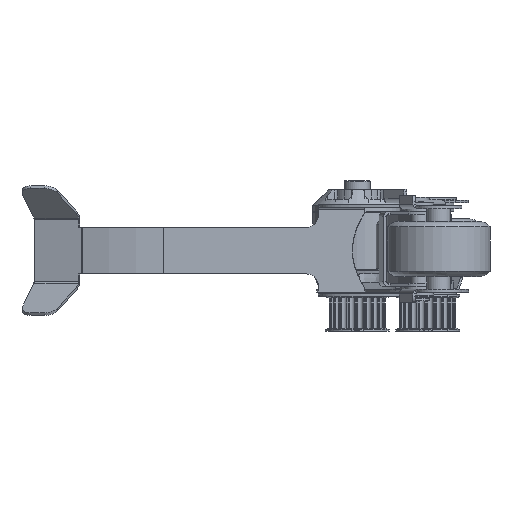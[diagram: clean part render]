
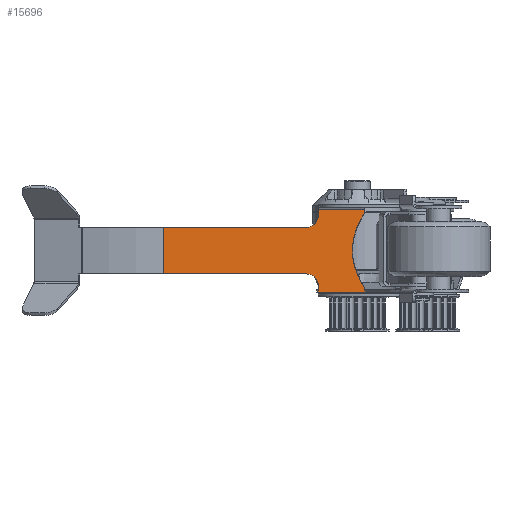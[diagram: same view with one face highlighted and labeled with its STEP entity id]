
A CAD part, left-side view. The second image highlights one B-rep face of the part: STEP entity #15696.
In plain terms, the highlighted face is planar.
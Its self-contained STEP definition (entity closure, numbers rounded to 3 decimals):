
#280=B_SPLINE_CURVE_WITH_KNOTS('',3,(#27819,#27820,#27821,#27822,#27823,
#27824,#27825,#27826,#27827,#27828),.UNSPECIFIED.,.F.,.F.,(4,3,3,4),(-0.05,
0.,1.,1.05),.PIECEWISE_BEZIER_KNOTS.);
#1041=LINE('',#27765,#2143);
#1043=LINE('',#27769,#2145);
#1049=LINE('',#27787,#2151);
#1054=LINE('',#27798,#2156);
#1057=LINE('',#27836,#2159);
#1065=LINE('',#27850,#2167);
#1066=LINE('',#27852,#2168);
#1067=LINE('',#27853,#2169);
#1068=LINE('',#27854,#2170);
#2143=VECTOR('',#21923,1000.);
#2145=VECTOR('',#21927,1000.);
#2151=VECTOR('',#21941,1000.);
#2156=VECTOR('',#21948,1000.);
#2159=VECTOR('',#21959,1000.);
#2167=VECTOR('',#21971,1000.);
#2168=VECTOR('',#21974,1000.);
#2169=VECTOR('',#21975,1000.);
#2170=VECTOR('',#21976,1000.);
#2776=PLANE('',#17858);
#6203=ORIENTED_EDGE('',*,*,#9183,.F.);
#6204=ORIENTED_EDGE('',*,*,#9186,.F.);
#6205=ORIENTED_EDGE('',*,*,#9168,.F.);
#6206=ORIENTED_EDGE('',*,*,#9199,.F.);
#6207=ORIENTED_EDGE('',*,*,#9170,.F.);
#6208=ORIENTED_EDGE('',*,*,#9174,.T.);
#6209=ORIENTED_EDGE('',*,*,#9198,.F.);
#6210=ORIENTED_EDGE('',*,*,#9200,.T.);
#6211=ORIENTED_EDGE('',*,*,#9190,.F.);
#6212=ORIENTED_EDGE('',*,*,#9187,.T.);
#6213=ORIENTED_EDGE('',*,*,#9178,.F.);
#6214=ORIENTED_EDGE('',*,*,#9201,.F.);
#9168=EDGE_CURVE('',#10930,#10931,#1041,.T.);
#9170=EDGE_CURVE('',#10932,#10933,#1043,.T.);
#9174=EDGE_CURVE('',#10932,#10936,#12157,.T.);
#9178=EDGE_CURVE('',#10938,#10940,#1049,.T.);
#9183=EDGE_CURVE('',#10944,#10945,#1054,.T.);
#9186=EDGE_CURVE('',#10931,#10944,#280,.F.);
#9187=EDGE_CURVE('',#10946,#10940,#12159,.T.);
#9190=EDGE_CURVE('',#10946,#10948,#1057,.T.);
#9198=EDGE_CURVE('',#10951,#10936,#1065,.T.);
#9199=EDGE_CURVE('',#10933,#10930,#1066,.T.);
#9200=EDGE_CURVE('',#10951,#10948,#1067,.T.);
#9201=EDGE_CURVE('',#10945,#10938,#1068,.F.);
#10930=VERTEX_POINT('',#27764);
#10931=VERTEX_POINT('',#27766);
#10932=VERTEX_POINT('',#27770);
#10933=VERTEX_POINT('',#27771);
#10936=VERTEX_POINT('',#27779);
#10938=VERTEX_POINT('',#27785);
#10940=VERTEX_POINT('',#27788);
#10944=VERTEX_POINT('',#27797);
#10945=VERTEX_POINT('',#27799);
#10946=VERTEX_POINT('',#27831);
#10948=VERTEX_POINT('',#27837);
#10951=VERTEX_POINT('',#27849);
#12157=CIRCLE('',#17848,6.35);
#12159=CIRCLE('',#17853,6.35);
#13172=EDGE_LOOP('',(#6203,#6204,#6205,#6206,#6207,#6208,#6209,#6210,#6211,
#6212,#6213,#6214));
#14287=FACE_BOUND('',#13172,.T.);
#15696=ADVANCED_FACE('',(#14287),#2776,.F.);
#17848=AXIS2_PLACEMENT_3D('',#27778,#21933,#21934);
#17853=AXIS2_PLACEMENT_3D('',#27830,#21952,#21953);
#17858=AXIS2_PLACEMENT_3D('',#27851,#21972,#21973);
#21923=DIRECTION('',(-1.,0.,0.));
#21927=DIRECTION('',(1.,0.,0.));
#21933=DIRECTION('',(0.,0.,-1.));
#21934=DIRECTION('',(1.,0.,0.));
#21941=DIRECTION('',(1.,0.,0.));
#21948=DIRECTION('',(-1.,0.,0.));
#21952=DIRECTION('',(0.,0.,-1.));
#21953=DIRECTION('',(-1.,0.,0.));
#21959=DIRECTION('',(0.,1.,0.));
#21971=DIRECTION('',(0.,-1.,0.));
#21972=DIRECTION('',(0.,0.,-1.));
#21973=DIRECTION('',(-1.,0.,0.));
#21974=DIRECTION('',(0.,-1.,0.));
#21975=DIRECTION('',(-1.,0.,0.));
#21976=DIRECTION('',(0.,-1.,0.));
#27764=CARTESIAN_POINT('',(60.079,2.782,-4.866));
#27765=CARTESIAN_POINT('',(0.871,2.782,-4.866));
#27766=CARTESIAN_POINT('',(58.225,2.782,-4.866));
#27769=CARTESIAN_POINT('',(0.871,28.182,-4.866));
#27770=CARTESIAN_POINT('',(56.6,28.182,-4.866));
#27771=CARTESIAN_POINT('',(60.079,28.182,-4.866));
#27778=CARTESIAN_POINT('',(56.6,34.532,-4.866));
#27779=CARTESIAN_POINT('',(50.25,34.532,-4.866));
#27785=CARTESIAN_POINT('',(15.02,28.182,-4.866));
#27787=CARTESIAN_POINT('',(0.871,28.182,-4.866));
#27788=CARTESIAN_POINT('',(18.5,28.182,-4.866));
#27797=CARTESIAN_POINT('',(16.874,2.782,-4.866));
#27798=CARTESIAN_POINT('',(0.871,2.782,-4.866));
#27799=CARTESIAN_POINT('',(15.02,2.782,-4.866));
#27819=CARTESIAN_POINT('',(14.806,1.423,-4.866));
#27820=CARTESIAN_POINT('',(15.496,1.876,-4.866));
#27821=CARTESIAN_POINT('',(16.185,2.329,-4.866));
#27822=CARTESIAN_POINT('',(16.874,2.782,-4.866));
#27823=CARTESIAN_POINT('',(30.658,11.842,-4.866));
#27824=CARTESIAN_POINT('',(44.441,11.842,-4.866));
#27825=CARTESIAN_POINT('',(58.225,2.782,-4.866));
#27826=CARTESIAN_POINT('',(58.914,2.329,-4.866));
#27827=CARTESIAN_POINT('',(59.604,1.876,-4.866));
#27828=CARTESIAN_POINT('',(60.293,1.423,-4.866));
#27830=CARTESIAN_POINT('',(18.5,34.532,-4.866));
#27831=CARTESIAN_POINT('',(24.85,34.532,-4.866));
#27836=CARTESIAN_POINT('',(24.85,32.806,-4.866));
#27837=CARTESIAN_POINT('',(24.85,112.82,-4.866));
#27849=CARTESIAN_POINT('',(50.25,112.82,-4.866));
#27850=CARTESIAN_POINT('',(50.25,-37.599,-4.866));
#27851=CARTESIAN_POINT('',(0.871,-97.091,-4.866));
#27852=CARTESIAN_POINT('',(60.079,-48.018,-4.866));
#27853=CARTESIAN_POINT('',(50.25,112.82,-4.866));
#27854=CARTESIAN_POINT('',(15.02,-48.018,-4.866));
